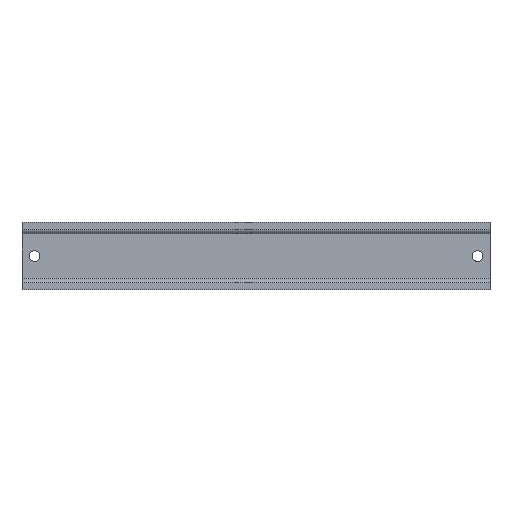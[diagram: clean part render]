
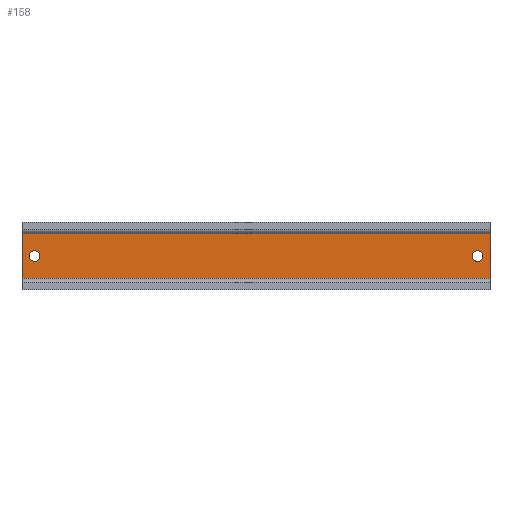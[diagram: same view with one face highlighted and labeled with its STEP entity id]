
A CAD part, top view. The second image highlights one B-rep face of the part: STEP entity #158.
In plain terms, the highlighted planar face has unit normal (0, 0, 1).
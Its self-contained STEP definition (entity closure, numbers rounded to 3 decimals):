
#95=AXIS2_PLACEMENT_3D('Plane Axis2P3D',#92,#93,#94) ;
#133=AXIS2_PLACEMENT_3D('Circle Axis2P3D',#131,#132,$) ;
#142=AXIS2_PLACEMENT_3D('Circle Axis2P3D',#140,#141,$) ;
#151=AXIS2_PLACEMENT_3D('Circle Axis2P3D',#149,#150,$) ;
#38=CARTESIAN_POINT('Control Point',(6.5,20.25,1.5)) ;
#39=CARTESIAN_POINT('Control Point',(5.636,20.25,1.5)) ;
#40=CARTESIAN_POINT('Control Point',(4.772,19.911,1.5)) ;
#41=CARTESIAN_POINT('Control Point',(4.089,19.228,1.5)) ;
#42=CARTESIAN_POINT('Control Point',(3.411,17.5,1.5)) ;
#43=CARTESIAN_POINT('Control Point',(4.089,15.772,1.5)) ;
#44=CARTESIAN_POINT('Control Point',(4.772,15.089,1.5)) ;
#45=CARTESIAN_POINT('Control Point',(5.636,14.75,1.5)) ;
#46=CARTESIAN_POINT('Control Point',(6.5,14.75,1.5)) ;
#47=CARTESIAN_POINT('Vertex',(6.5,20.25,1.5)) ;
#49=CARTESIAN_POINT('Vertex',(6.5,14.75,1.5)) ;
#92=CARTESIAN_POINT('Axis2P3D Location',(0.,29.,1.5)) ;
#97=CARTESIAN_POINT('Line Origine',(121.5,29.,1.5)) ;
#101=CARTESIAN_POINT('Vertex',(0.,29.,1.5)) ;
#103=CARTESIAN_POINT('Vertex',(243.,29.,1.5)) ;
#106=CARTESIAN_POINT('Line Origine',(0.,17.5,1.5)) ;
#110=CARTESIAN_POINT('Vertex',(0.,6.,1.5)) ;
#113=CARTESIAN_POINT('Line Origine',(121.5,6.,1.5)) ;
#117=CARTESIAN_POINT('Vertex',(243.,6.,1.5)) ;
#120=CARTESIAN_POINT('Line Origine',(243.,17.5,1.5)) ;
#131=CARTESIAN_POINT('Axis2P3D Location',(6.5,17.5,1.5)) ;
#140=CARTESIAN_POINT('Axis2P3D Location',(236.5,17.5,1.5)) ;
#144=CARTESIAN_POINT('Vertex',(236.5,14.75,1.5)) ;
#146=CARTESIAN_POINT('Vertex',(236.5,20.25,1.5)) ;
#149=CARTESIAN_POINT('Axis2P3D Location',(236.5,17.5,1.5)) ;
#93=DIRECTION('Axis2P3D Direction',(-0.,0.,1.)) ;
#94=DIRECTION('Axis2P3D XDirection',(0.,-1.,0.)) ;
#98=DIRECTION('Vector Direction',(1.,0.,0.)) ;
#107=DIRECTION('Vector Direction',(0.,-1.,0.)) ;
#114=DIRECTION('Vector Direction',(1.,0.,0.)) ;
#121=DIRECTION('Vector Direction',(0.,-1.,0.)) ;
#132=DIRECTION('Axis2P3D Direction',(-0.,0.,1.)) ;
#141=DIRECTION('Axis2P3D Direction',(-0.,0.,1.)) ;
#150=DIRECTION('Axis2P3D Direction',(-0.,0.,1.)) ;
#99=VECTOR('Line Direction',#98,1.) ;
#108=VECTOR('Line Direction',#107,1.) ;
#115=VECTOR('Line Direction',#114,1.) ;
#122=VECTOR('Line Direction',#121,1.) ;
#126=ORIENTED_EDGE('',*,*,#105,.F.) ;
#127=ORIENTED_EDGE('',*,*,#112,.T.) ;
#128=ORIENTED_EDGE('',*,*,#119,.T.) ;
#129=ORIENTED_EDGE('',*,*,#124,.F.) ;
#137=ORIENTED_EDGE('',*,*,#135,.F.) ;
#138=ORIENTED_EDGE('',*,*,#51,.F.) ;
#155=ORIENTED_EDGE('',*,*,#148,.F.) ;
#156=ORIENTED_EDGE('',*,*,#153,.F.) ;
#139=FACE_BOUND('',#136,.T.) ;
#157=FACE_BOUND('',#154,.T.) ;
#158=ADVANCED_FACE('Rail',(#130,#139,#157),#96,.T.) ;
#37=B_SPLINE_CURVE_WITH_KNOTS('',5,(#38,#39,#40,#41,#42,#43,#44,#45,#46),.UNSPECIFIED.,.F.,.U.,(6,3,6),(-4.32,0.,4.32),.UNSPECIFIED.) ;
#134=CIRCLE('generated circle',#133,2.75) ;
#143=CIRCLE('generated circle',#142,2.75) ;
#152=CIRCLE('generated circle',#151,2.75) ;
#51=EDGE_CURVE('',#48,#50,#37,.T.) ;
#105=EDGE_CURVE('',#102,#104,#100,.T.) ;
#112=EDGE_CURVE('',#102,#111,#109,.T.) ;
#119=EDGE_CURVE('',#111,#118,#116,.T.) ;
#124=EDGE_CURVE('',#104,#118,#123,.T.) ;
#135=EDGE_CURVE('',#50,#48,#134,.T.) ;
#148=EDGE_CURVE('',#145,#147,#143,.T.) ;
#153=EDGE_CURVE('',#147,#145,#152,.T.) ;
#125=EDGE_LOOP('',(#126,#127,#128,#129)) ;
#136=EDGE_LOOP('',(#137,#138)) ;
#154=EDGE_LOOP('',(#155,#156)) ;
#130=FACE_OUTER_BOUND('',#125,.T.) ;
#100=LINE('Line',#97,#99) ;
#109=LINE('Line',#106,#108) ;
#116=LINE('Line',#113,#115) ;
#123=LINE('Line',#120,#122) ;
#96=PLANE('',#95) ;
#48=VERTEX_POINT('',#47) ;
#50=VERTEX_POINT('',#49) ;
#102=VERTEX_POINT('',#101) ;
#104=VERTEX_POINT('',#103) ;
#111=VERTEX_POINT('',#110) ;
#118=VERTEX_POINT('',#117) ;
#145=VERTEX_POINT('',#144) ;
#147=VERTEX_POINT('',#146) ;
